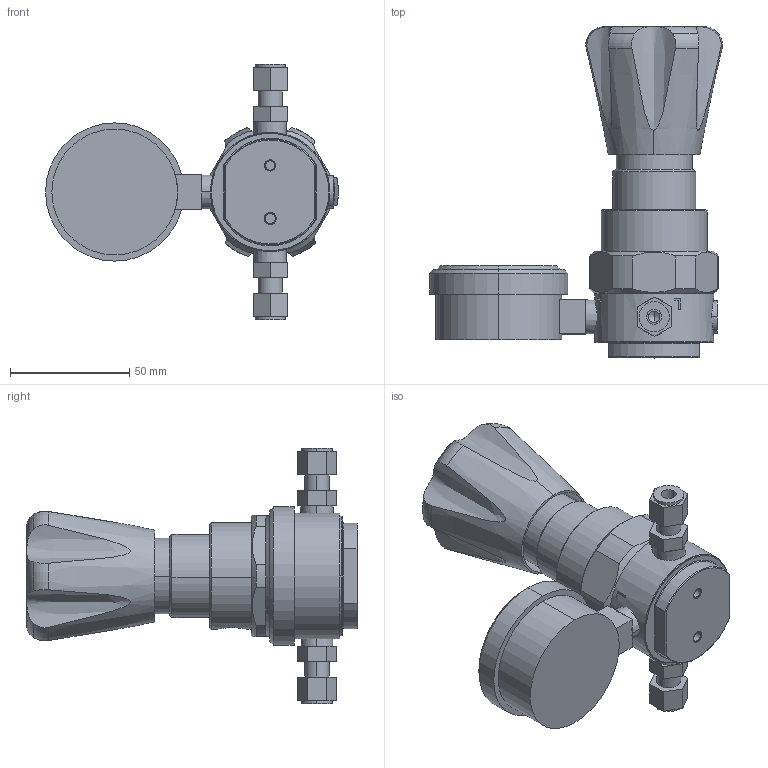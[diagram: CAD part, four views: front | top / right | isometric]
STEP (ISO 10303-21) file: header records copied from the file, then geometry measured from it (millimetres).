
FILE_DESCRIPTION((''),'2;1');
FILE_NAME('M3430A-NV_ASM','2019-03-14T',('dlachman'),('MATHESON TRI-GAS'),'CREO PARAMETRIC BY PTC INC, 2018220','CREO PARAMETRIC BY PTC INC, 2018220','');
FILE_SCHEMA(('CONFIG_CONTROL_DESIGN'));
Length unit declared in the file: inch
Products named in the file (6): MREG-6000-SA; MPLU-0074-SA; MCON-0213-SA; MGAG-0001-SA; MCON-0213-BO; M3430A-NV_ASM
Assembly tree (5 placements, depth 2):
  M3430A-NV_ASM
    MREG-6000-SA
    MPLU-0074-SA
    MCON-0213-SA
    MGAG-0001-SA
    MCON-0213-BO
Bounding box: 122.64 x 139.02 x 107.12 mm (x, y, z)
Volume: 253533.5 mm3; surface area: 58975.5 mm2
Topology: 6 solids, 6 shells, 296 faces, 694 edges, 437 vertices
Faces by surface type: plane 133, cylinder 71, cone 62, torus 24, extrusion 6
Entity records: 9645 total; most frequent: CARTESIAN_POINT 2660, DIRECTION 1478, ORIENTED_EDGE 1368, EDGE_CURVE 684, AXIS2_PLACEMENT_3D 563, VERTEX_POINT 437, VECTOR 352, LINE 346
